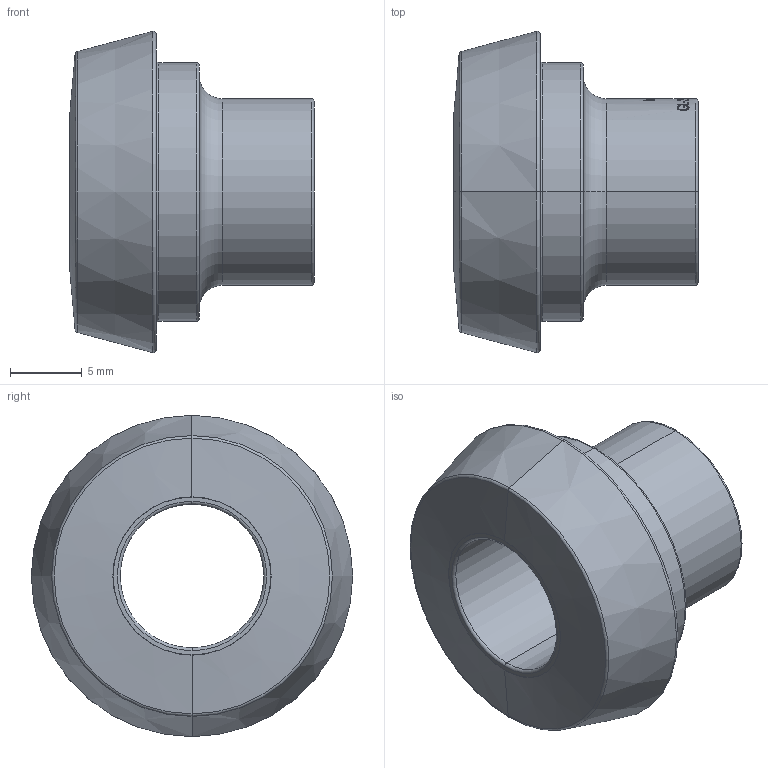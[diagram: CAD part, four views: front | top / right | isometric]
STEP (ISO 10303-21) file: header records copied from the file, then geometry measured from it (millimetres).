
FILE_DESCRIPTION (( 'STEP AP214' ), '1' );
FILE_NAME ('GL-214-010-x Kegelstutzen SD10 x1,5 1709.STEP', '2017-08-29T09:24:14', ( '' ), ( '' ), 'SwSTEP 2.0', 'SolidWorks 2016', '' );
FILE_SCHEMA (( 'AUTOMOTIVE_DESIGN' ));
Length unit declared in the file: millimetre
Products named in the file (1): GL-214-010-x Kegelstutzen SD10 x1,5 1709
Bounding box: 17 x 22.38 x 22.38 mm (x, y, z)
Volume: 2532.3 mm3; surface area: 1900.1 mm2
Topology: 1 solids, 1 shells, 199 faces, 502 edges, 328 vertices
Faces by surface type: bspline 86, plane 64, cylinder 27, torus 18, cone 4
Entity records: 11997 total; most frequent: CARTESIAN_POINT 6071, ORIENTED_EDGE 1004, DIRECTION 581, EDGE_CURVE 502, VERTEX_POINT 328, B_SPLINE_CURVE_WITH_KNOTS 273, AXIS2_PLACEMENT_3D 238, EDGE_LOOP 224
